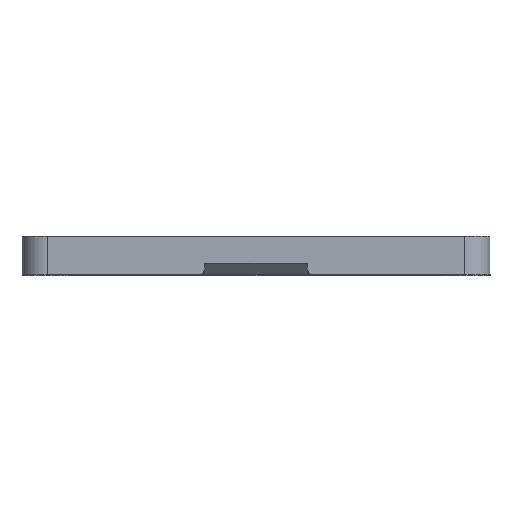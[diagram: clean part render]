
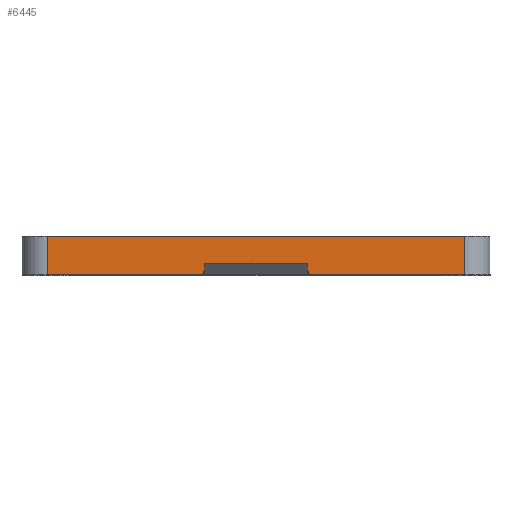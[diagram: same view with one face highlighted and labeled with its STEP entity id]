
A CAD part, top view. The second image highlights one B-rep face of the part: STEP entity #6445.
In plain terms, the highlighted planar face has unit normal (0, 0, 1).
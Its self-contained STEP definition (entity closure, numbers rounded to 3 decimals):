
#5 = ORIENTED_EDGE ( 'NONE', *, *, #3951, .T. ) ;
#26 = CARTESIAN_POINT ( 'NONE',  ( 9.765, 0., 40. ) ) ;
#176 = LINE ( 'NONE', #4064, #1665 ) ;
#441 = ORIENTED_EDGE ( 'NONE', *, *, #5529, .T. ) ;
#526 = VECTOR ( 'NONE', #4702, 1000. ) ;
#584 = VECTOR ( 'NONE', #6448, 1000. ) ;
#597 = CARTESIAN_POINT ( 'NONE',  ( -8.765, 0.869, 40. ) ) ;
#882 = CARTESIAN_POINT ( 'NONE',  ( 35.69, 6.6, 40. ) ) ;
#1137 = CARTESIAN_POINT ( 'NONE',  ( -9.502, 0., 40. ) ) ;
#1162 = EDGE_CURVE ( 'NONE', #8030, #7552, #3609, .T. ) ;
#1201 = CARTESIAN_POINT ( 'NONE',  ( 8.765, 1., 40. ) ) ;
#1423 = DIRECTION ( 'NONE',  ( 1., 0., 0. ) ) ;
#1440 = LINE ( 'NONE', #6573, #7876 ) ;
#1458 = VERTEX_POINT ( 'NONE', #1550 ) ;
#1550 = CARTESIAN_POINT ( 'NONE',  ( -8.765, 1., 40. ) ) ;
#1665 = VECTOR ( 'NONE', #1423, 1000. ) ;
#1753 = EDGE_LOOP ( 'NONE', ( #2213, #1849, #441, #6568, #5, #2883, #7134, #4024, #2918, #3848 ) ) ;
#1795 = DIRECTION ( 'NONE',  ( 0., 0., -1. ) ) ;
#1825 = CARTESIAN_POINT ( 'NONE',  ( -8.965, 0.386, 40. ) ) ;
#1849 = ORIENTED_EDGE ( 'NONE', *, *, #5404, .T. ) ;
#1885 = EDGE_CURVE ( 'NONE', #4235, #2527, #3755, .T. ) ;
#1943 = CARTESIAN_POINT ( 'NONE',  ( 9.634, 0., 40. ) ) ;
#2085 = CARTESIAN_POINT ( 'NONE',  ( 8.765, 2., 40. ) ) ;
#2213 = ORIENTED_EDGE ( 'NONE', *, *, #2987, .T. ) ;
#2228 = LINE ( 'NONE', #7014, #6141 ) ;
#2240 = VERTEX_POINT ( 'NONE', #2540 ) ;
#2250 = B_SPLINE_CURVE_WITH_KNOTS ( 'NONE', 3,
 ( #6168, #1137, #7465, #1825, #4940, #7435, #597, #6223 ),
 .UNSPECIFIED., .F., .F.,
 ( 4, 2, 2, 4 ),
 ( 0., 0.001, 0.001, 0.002 ),
 .UNSPECIFIED. ) ;
#2527 = VERTEX_POINT ( 'NONE', #6085 ) ;
#2540 = CARTESIAN_POINT ( 'NONE',  ( -8.765, 2., 40. ) ) ;
#2883 = ORIENTED_EDGE ( 'NONE', *, *, #1162, .T. ) ;
#2918 = ORIENTED_EDGE ( 'NONE', *, *, #1885, .F. ) ;
#2987 = EDGE_CURVE ( 'NONE', #4625, #6689, #176, .T. ) ;
#3127 = CARTESIAN_POINT ( 'NONE',  ( -8.765, 14.882, 40. ) ) ;
#3152 = VECTOR ( 'NONE', #4523, 1000. ) ;
#3279 = DIRECTION ( 'NONE',  ( 0., -1., 0. ) ) ;
#3523 = EDGE_CURVE ( 'NONE', #4235, #4625, #2228, .T. ) ;
#3609 = B_SPLINE_CURVE_WITH_KNOTS ( 'NONE', 3,
 ( #1201, #5706, #6260, #7553, #5076, #7609, #1943, #26 ),
 .UNSPECIFIED., .F., .F.,
 ( 4, 2, 2, 4 ),
 ( 0., 0.001, 0.001, 0.002 ),
 .UNSPECIFIED. ) ;
#3689 = CARTESIAN_POINT ( 'NONE',  ( -35.69, 6.6, 40. ) ) ;
#3755 = LINE ( 'NONE', #4551, #3152 ) ;
#3825 = DIRECTION ( 'NONE',  ( 0., 1., 0. ) ) ;
#3848 = ORIENTED_EDGE ( 'NONE', *, *, #3523, .T. ) ;
#3853 = LINE ( 'NONE', #4640, #526 ) ;
#3935 = CARTESIAN_POINT ( 'NONE',  ( 8.765, 1., 40. ) ) ;
#3951 = EDGE_CURVE ( 'NONE', #7507, #8030, #1440, .T. ) ;
#4024 = ORIENTED_EDGE ( 'NONE', *, *, #6636, .F. ) ;
#4064 = CARTESIAN_POINT ( 'NONE',  ( -35.69, 0., 40. ) ) ;
#4235 = VERTEX_POINT ( 'NONE', #3689 ) ;
#4290 = CARTESIAN_POINT ( 'NONE',  ( -35.69, 6.6, 40. ) ) ;
#4321 = LINE ( 'NONE', #3127, #7610 ) ;
#4523 = DIRECTION ( 'NONE',  ( 1., 0., 0. ) ) ;
#4551 = CARTESIAN_POINT ( 'NONE',  ( -35.69, 6.6, 40. ) ) ;
#4625 = VERTEX_POINT ( 'NONE', #6413 ) ;
#4640 = CARTESIAN_POINT ( 'NONE',  ( 8.765, 2., 40. ) ) ;
#4659 = DIRECTION ( 'NONE',  ( 0., -1., 0. ) ) ;
#4702 = DIRECTION ( 'NONE',  ( 1., 0., 0. ) ) ;
#4729 = EDGE_CURVE ( 'NONE', #7552, #5597, #6803, .T. ) ;
#4823 = FACE_OUTER_BOUND ( 'NONE', #1753, .T. ) ;
#4940 = CARTESIAN_POINT ( 'NONE',  ( -8.891, 0.497, 40. ) ) ;
#5076 = CARTESIAN_POINT ( 'NONE',  ( 9.262, 0.126, 40. ) ) ;
#5364 = CARTESIAN_POINT ( 'NONE',  ( -35.69, 0., 40. ) ) ;
#5404 = EDGE_CURVE ( 'NONE', #6689, #1458, #2250, .T. ) ;
#5413 = LINE ( 'NONE', #882, #584 ) ;
#5529 = EDGE_CURVE ( 'NONE', #1458, #2240, #4321, .T. ) ;
#5535 = PLANE ( 'NONE',  #5859 ) ;
#5597 = VERTEX_POINT ( 'NONE', #5795 ) ;
#5706 = CARTESIAN_POINT ( 'NONE',  ( 8.765, 0.737, 40. ) ) ;
#5795 = CARTESIAN_POINT ( 'NONE',  ( 35.69, 0., 40. ) ) ;
#5859 = AXIS2_PLACEMENT_3D ( 'NONE', #4290, #1795, #7376 ) ;
#5945 = DIRECTION ( 'NONE',  ( 1., 0., 0. ) ) ;
#6035 = VECTOR ( 'NONE', #5945, 1000. ) ;
#6085 = CARTESIAN_POINT ( 'NONE',  ( 35.69, 6.6, 40. ) ) ;
#6141 = VECTOR ( 'NONE', #3279, 1000. ) ;
#6168 = CARTESIAN_POINT ( 'NONE',  ( -9.765, 0., 40. ) ) ;
#6223 = CARTESIAN_POINT ( 'NONE',  ( -8.765, 1., 40. ) ) ;
#6260 = CARTESIAN_POINT ( 'NONE',  ( 8.873, 0.478, 40. ) ) ;
#6413 = CARTESIAN_POINT ( 'NONE',  ( -35.69, 0., 40. ) ) ;
#6445 = ADVANCED_FACE ( 'NONE', ( #4823 ), #5535, .F. ) ;
#6448 = DIRECTION ( 'NONE',  ( 0., -1., 0. ) ) ;
#6454 = CARTESIAN_POINT ( 'NONE',  ( 9.765, 0., 40. ) ) ;
#6568 = ORIENTED_EDGE ( 'NONE', *, *, #7815, .T. ) ;
#6573 = CARTESIAN_POINT ( 'NONE',  ( 8.765, 14.882, 40. ) ) ;
#6636 = EDGE_CURVE ( 'NONE', #2527, #5597, #5413, .T. ) ;
#6689 = VERTEX_POINT ( 'NONE', #7155 ) ;
#6803 = LINE ( 'NONE', #5364, #6035 ) ;
#7014 = CARTESIAN_POINT ( 'NONE',  ( -35.69, 6.6, 40. ) ) ;
#7134 = ORIENTED_EDGE ( 'NONE', *, *, #4729, .T. ) ;
#7155 = CARTESIAN_POINT ( 'NONE',  ( -9.765, 0., 40. ) ) ;
#7376 = DIRECTION ( 'NONE',  ( -1., 0., 0. ) ) ;
#7435 = CARTESIAN_POINT ( 'NONE',  ( -8.791, 0.739, 40. ) ) ;
#7465 = CARTESIAN_POINT ( 'NONE',  ( -9.243, 0.108, 40. ) ) ;
#7507 = VERTEX_POINT ( 'NONE', #2085 ) ;
#7552 = VERTEX_POINT ( 'NONE', #6454 ) ;
#7553 = CARTESIAN_POINT ( 'NONE',  ( 9.151, 0.2, 40. ) ) ;
#7609 = CARTESIAN_POINT ( 'NONE',  ( 9.504, 0.026, 40. ) ) ;
#7610 = VECTOR ( 'NONE', #3825, 1000. ) ;
#7815 = EDGE_CURVE ( 'NONE', #2240, #7507, #3853, .T. ) ;
#7876 = VECTOR ( 'NONE', #4659, 1000. ) ;
#8030 = VERTEX_POINT ( 'NONE', #3935 ) ;
